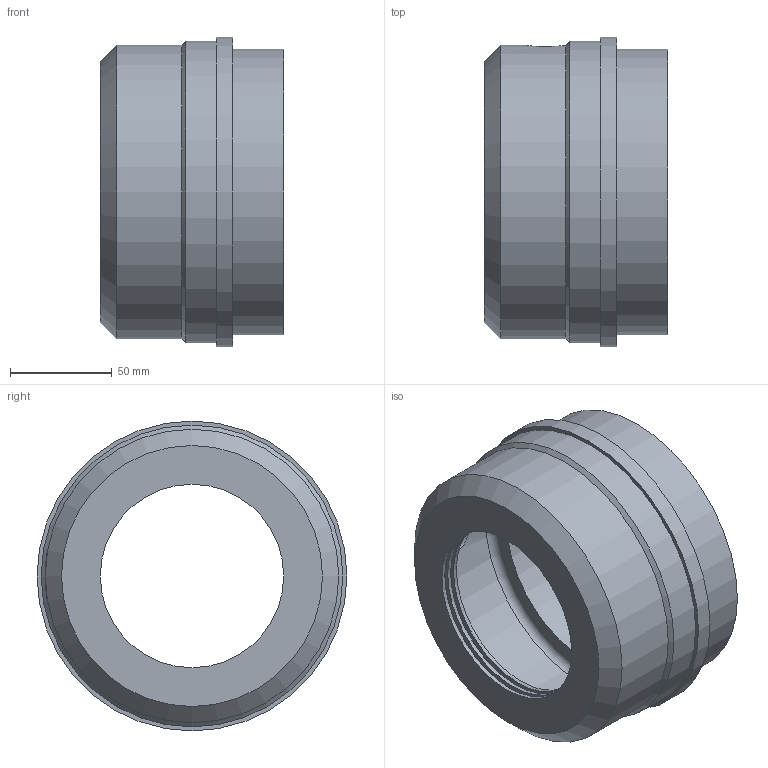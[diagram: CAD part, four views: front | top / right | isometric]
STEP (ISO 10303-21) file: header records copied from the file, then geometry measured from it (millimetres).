
FILE_DESCRIPTION(('STEP AP242'), '1');
FILE_NAME('40. Âòóëêà íàæèìíàÿ çàäíåãî êîíöåâîãî óïëîòíåíèÿ', '', ('UNSPECIFIED'), ('UNSPECIFIED'), 'C3D Converter', 'C3D Toolkit', '');
FILE_SCHEMA(('AP242_MANAGED_MODEL_BASED_3D_ENGINEERING_MIM_LF { 1 0 10303 442 1 1 4 }'));
Length unit declared in the file: millimetre
Bounding box: 90 x 152 x 152 mm (x, y, z)
Volume: 443259.4 mm3; surface area: 106448.7 mm2
Topology: 1 solids, 1 shells, 30 faces, 53 edges, 32 vertices
Faces by surface type: cylinder 12, plane 10, torus 6, cone 2
Full cylindrical faces by diameter (mm): 20 x1, 90 x3, 98 x2, 110 x1, 132 x1, 140 x1, 144 x1, 148 x1, 152 x1
Entity records: 1167 total; most frequent: CARTESIAN_POINT 352, DIRECTION 122, ORIENTED_EDGE 66, EDGE_LOOP 62, AXIS2_PLACEMENT_3D 61, FACE_OUTER_BOUND 37, EDGE_CURVE 33, VERTEX_POINT 32
